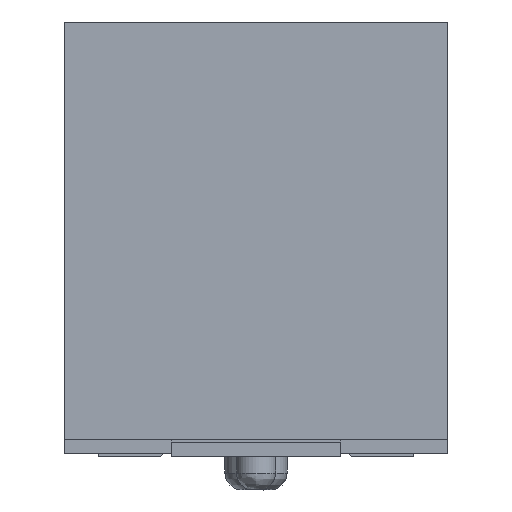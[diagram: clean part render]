
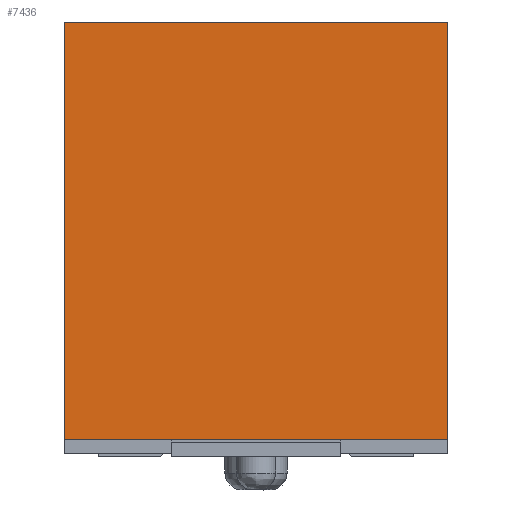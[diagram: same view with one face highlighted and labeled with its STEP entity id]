
A CAD part, left-side view. The second image highlights one B-rep face of the part: STEP entity #7436.
In plain terms, the highlighted planar face has unit normal (-1, 0, 0).
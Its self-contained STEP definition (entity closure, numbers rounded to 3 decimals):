
#138=FACE_OUTER_BOUND('',#545,.T.);
#545=EDGE_LOOP('',(#4986,#4987,#4988,#4989));
#962=LINE('',#10164,#2033);
#1045=LINE('',#10327,#2116);
#1046=LINE('',#10330,#2117);
#1047=LINE('',#10331,#2118);
#2033=VECTOR('',#8263,6.8);
#2116=VECTOR('',#8368,7.4);
#2117=VECTOR('',#8371,6.8);
#2118=VECTOR('',#8372,7.4);
#3104=VERTEX_POINT('',#10161);
#3105=VERTEX_POINT('',#10163);
#3174=VERTEX_POINT('',#10325);
#3175=VERTEX_POINT('',#10329);
#3794=EDGE_CURVE('',#3104,#3105,#962,.T.);
#3877=EDGE_CURVE('',#3174,#3104,#1045,.T.);
#3878=EDGE_CURVE('',#3174,#3175,#1046,.T.);
#3879=EDGE_CURVE('',#3175,#3105,#1047,.T.);
#4986=ORIENTED_EDGE('',*,*,#3794,.F.);
#4987=ORIENTED_EDGE('',*,*,#3877,.F.);
#4988=ORIENTED_EDGE('',*,*,#3878,.T.);
#4989=ORIENTED_EDGE('',*,*,#3879,.T.);
#7040=PLANE('',#7851);
#7436=ADVANCED_FACE('',(#138),#7040,.F.);
#7851=AXIS2_PLACEMENT_3D('',#10328,#8369,#8370);
#8263=DIRECTION('',(0.,-1.,0.));
#8368=DIRECTION('',(0.,0.,1.));
#8369=DIRECTION('center_axis',(1.,0.,0.));
#8370=DIRECTION('ref_axis',(0.,1.,0.));
#8371=DIRECTION('',(0.,-1.,0.));
#8372=DIRECTION('',(0.,0.,1.));
#10161=CARTESIAN_POINT('',(-10.55,3.4,0.));
#10163=CARTESIAN_POINT('',(-10.55,-3.4,0.));
#10164=CARTESIAN_POINT('',(-10.55,3.4,0.));
#10325=CARTESIAN_POINT('',(-10.55,3.4,-7.4));
#10327=CARTESIAN_POINT('',(-10.55,3.4,-7.4));
#10328=CARTESIAN_POINT('Origin',(-10.55,-3.4,0.));
#10329=CARTESIAN_POINT('',(-10.55,-3.4,-7.4));
#10330=CARTESIAN_POINT('',(-10.55,3.4,-7.4));
#10331=CARTESIAN_POINT('',(-10.55,-3.4,-7.4));
